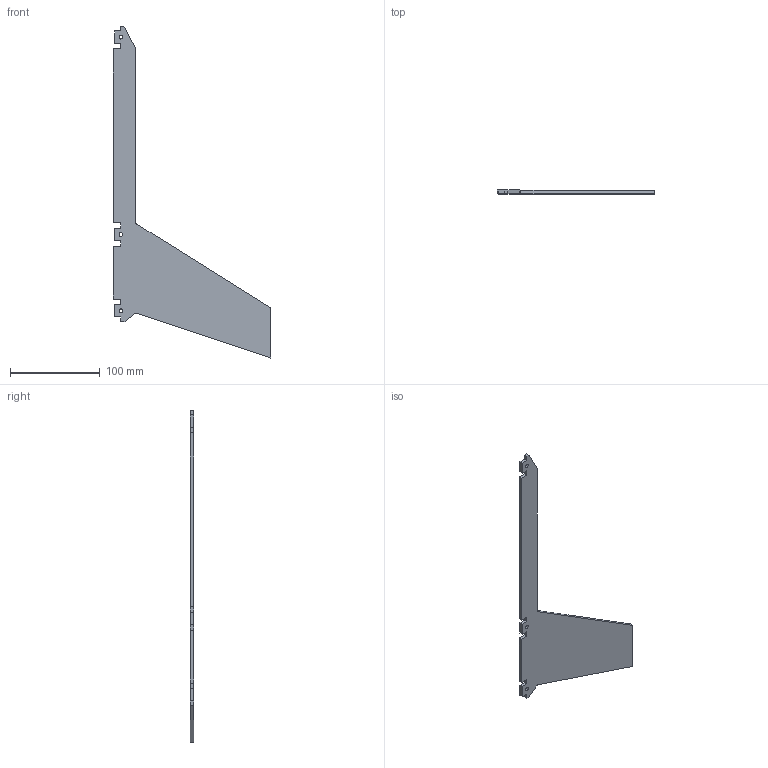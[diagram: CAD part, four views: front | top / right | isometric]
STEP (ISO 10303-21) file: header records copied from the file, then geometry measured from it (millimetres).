
FILE_DESCRIPTION(/* description */ (''),/* implementation_level */ '2;1');
FILE_NAME(/* name */ 'aileron v33.step',/* time_stamp */ '2021-02-11T22:12:15+01:00',/* author */ (''),/* organization */ (''),/* preprocessor_version */ 'ST-DEVELOPER v18.1',/* originating_system */ 'Autodesk Translation Framework v9.7.1.1290',/* authorisation */ '');
FILE_SCHEMA (('AUTOMOTIVE_DESIGN { 1 0 10303 214 3 1 1 }'));
Length unit declared in the file: millimetre
Products named in the file (1): aileron
Bounding box: 175.66 x 4 x 370.22 mm (x, y, z)
Volume: 77506.7 mm3; surface area: 43082.3 mm2
Topology: 1 solids, 1 shells, 36 faces, 102 edges, 68 vertices
Faces by surface type: plane 31, cylinder 5
Full cylindrical faces by diameter (mm): 4 x3
Entity records: 1208 total; most frequent: CARTESIAN_POINT 207, ORIENTED_EDGE 204, DIRECTION 186, EDGE_CURVE 102, LINE 92, VECTOR 92, VERTEX_POINT 68, AXIS2_PLACEMENT_3D 47
